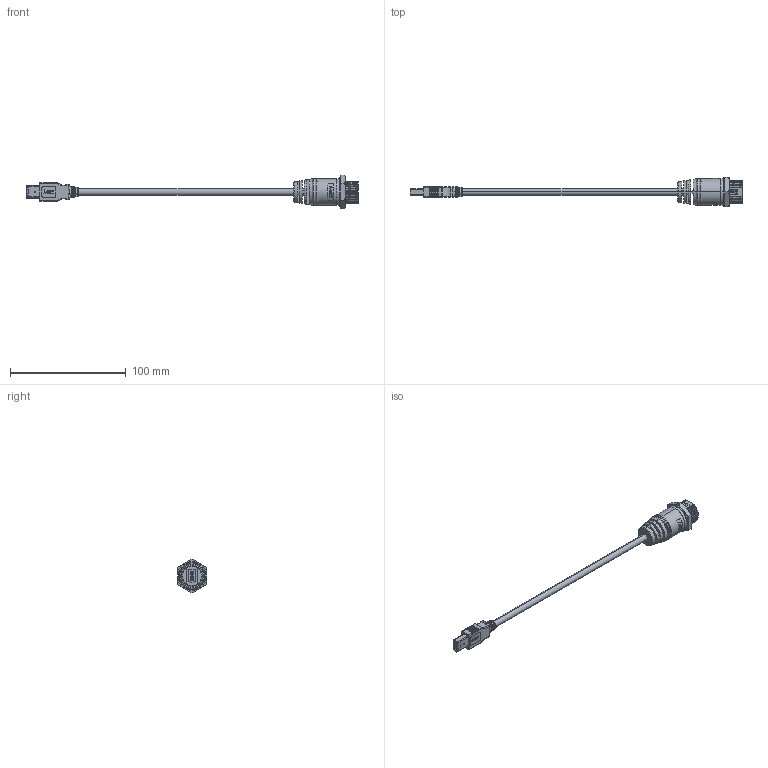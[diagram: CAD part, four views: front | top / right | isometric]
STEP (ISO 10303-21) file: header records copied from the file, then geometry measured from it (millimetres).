
FILE_DESCRIPTION (( 'STEP AP203' ), '1' );
FILE_NAME ('WP946PMF.STEP', '2020-09-23T06:24:52', ( '' ), ( '' ), 'SwSTEP 2.0', 'SolidWorks 2018', '' );
FILE_SCHEMA (( 'CONFIG_CONTROL_DESIGN' ));
Length unit declared in the file: inch
Products named in the file (1): WP946PMF
Bounding box: 287.32 x 25.4 x 29.33 mm (x, y, z)
Surface area: 16809.4 mm2 (no closed solid volume)
Topology: 0 solids, 8 shells, 883 faces, 2371 edges, 1532 vertices
Faces by surface type: plane 501, bspline 149, cylinder 129, cone 64, torus 28, sphere 12
Entity records: 35654 total; most frequent: CARTESIAN_POINT 14612, ORIENTED_EDGE 4706, DIRECTION 3768, EDGE_CURVE 2355, VERTEX_POINT 1532, VECTOR 1428, LINE 1428, AXIS2_PLACEMENT_3D 1170
